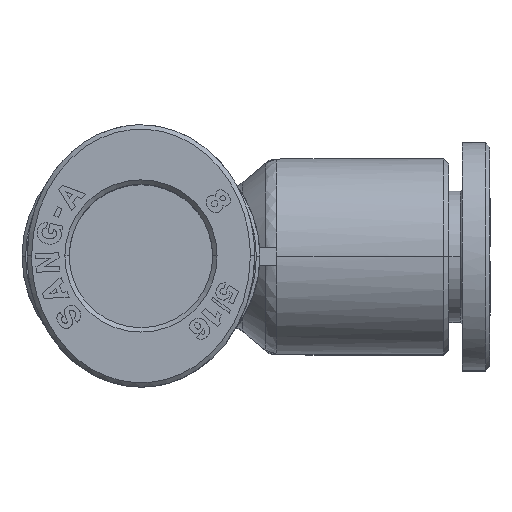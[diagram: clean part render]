
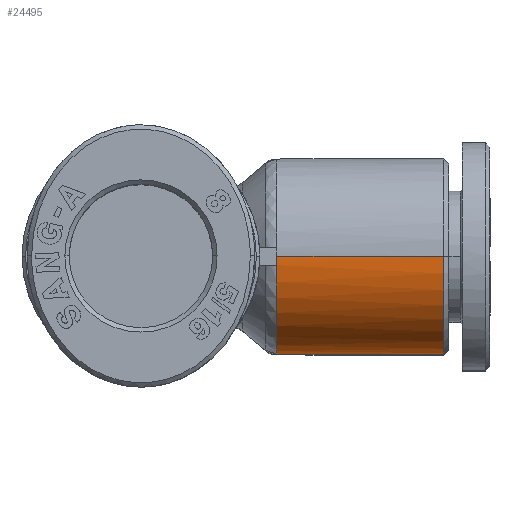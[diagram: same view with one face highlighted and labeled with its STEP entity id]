
A CAD part, top view. The second image highlights one B-rep face of the part: STEP entity #24495.
In plain terms, the highlighted cylindrical face has radius 5.6 mm (diameter 11.2 mm), a partial arc.
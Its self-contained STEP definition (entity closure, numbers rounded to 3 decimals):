
#208 = DIRECTION ( 'NONE',  ( 0., 0., 1. ) ) ;
#211 = DIRECTION ( 'NONE',  ( 0., 0., -1. ) ) ;
#327 = LINE ( 'NONE', #14352, #32484 ) ;
#786 = ORIENTED_EDGE ( 'NONE', *, *, #26041, .F. ) ;
#1667 = EDGE_CURVE ( 'NONE', #21759, #32014, #2049, .T. ) ;
#2049 = CIRCLE ( 'NONE', #11021, 5.6 ) ;
#2177 = CARTESIAN_POINT ( 'NONE',  ( 3.6, 0., 17.25 ) ) ;
#2571 = AXIS2_PLACEMENT_3D ( 'NONE', #34087, #33812, #14812 ) ;
#2581 = CARTESIAN_POINT ( 'NONE',  ( 3.578, -0.5, 9.253 ) ) ;
#3881 = CARTESIAN_POINT ( 'NONE',  ( -7.578, -0.5, 7.715 ) ) ;
#4025 = CARTESIAN_POINT ( 'NONE',  ( -2., 0., 7.715 ) ) ;
#4871 = DIRECTION ( 'NONE',  ( 1., 0., 0. ) ) ;
#7138 = CARTESIAN_POINT ( 'NONE',  ( 3.578, -0.5, 7.715 ) ) ;
#7605 = CYLINDRICAL_SURFACE ( 'NONE', #34881, 5.6 ) ;
#8600 = VERTEX_POINT ( 'NONE', #19584 ) ;
#9957 = EDGE_CURVE ( 'NONE', #22441, #8600, #13941, .T. ) ;
#10041 = FACE_OUTER_BOUND ( 'NONE', #31071, .T. ) ;
#10179 = CARTESIAN_POINT ( 'NONE',  ( 3.6, 0., 15.95 ) ) ;
#11021 = AXIS2_PLACEMENT_3D ( 'NONE', #14077, #27238, #4871 ) ;
#11130 = ORIENTED_EDGE ( 'NONE', *, *, #29557, .T. ) ;
#11358 = ORIENTED_EDGE ( 'NONE', *, *, #1667, .T. ) ;
#11467 = VECTOR ( 'NONE', #22672, 1000. ) ;
#11799 = EDGE_CURVE ( 'NONE', #22441, #21759, #14978, .T. ) ;
#11835 = CIRCLE ( 'NONE', #20823, 5.6 ) ;
#13941 = LINE ( 'NONE', #32084, #11467 ) ;
#14077 = CARTESIAN_POINT ( 'NONE',  ( -2., 0., 7.715 ) ) ;
#14352 = CARTESIAN_POINT ( 'NONE',  ( 3.6, 0., 11.65 ) ) ;
#14812 = DIRECTION ( 'NONE',  ( 1., 0., 0. ) ) ;
#14978 = CIRCLE ( 'NONE', #36476, 5.6 ) ;
#15787 = CARTESIAN_POINT ( 'NONE',  ( -2., 0., 15.95 ) ) ;
#16255 = VERTEX_POINT ( 'NONE', #10179 ) ;
#18202 = LINE ( 'NONE', #2581, #19227 ) ;
#19227 = VECTOR ( 'NONE', #208, 1000. ) ;
#19505 = VERTEX_POINT ( 'NONE', #24198 ) ;
#19584 = CARTESIAN_POINT ( 'NONE',  ( -7.6, 0., 17.25 ) ) ;
#20369 = EDGE_CURVE ( 'NONE', #16255, #40484, #327, .T. ) ;
#20823 = AXIS2_PLACEMENT_3D ( 'NONE', #15787, #211, #28401 ) ;
#21759 = VERTEX_POINT ( 'NONE', #3881 ) ;
#22441 = VERTEX_POINT ( 'NONE', #34318 ) ;
#22672 = DIRECTION ( 'NONE',  ( 0., 0., 1. ) ) ;
#24198 = CARTESIAN_POINT ( 'NONE',  ( 3.578, -0.5, 15.95 ) ) ;
#24495 = ADVANCED_FACE ( 'NONE', ( #10041 ), #7605, .T. ) ;
#25239 = DIRECTION ( 'NONE',  ( 0., 0., 1. ) ) ;
#26041 = EDGE_CURVE ( 'NONE', #16255, #19505, #11835, .T. ) ;
#27238 = DIRECTION ( 'NONE',  ( 0., 0., 1. ) ) ;
#27937 = ORIENTED_EDGE ( 'NONE', *, *, #36848, .T. ) ;
#28079 = ORIENTED_EDGE ( 'NONE', *, *, #11799, .T. ) ;
#28401 = DIRECTION ( 'NONE',  ( 1., 0., 0. ) ) ;
#28679 = DIRECTION ( 'NONE',  ( 1., 0., 0. ) ) ;
#29557 = EDGE_CURVE ( 'NONE', #40484, #8600, #32947, .T. ) ;
#31071 = EDGE_LOOP ( 'NONE', ( #31884, #28079, #11358, #27937, #786, #37269, #11130 ) ) ;
#31434 = CARTESIAN_POINT ( 'NONE',  ( -2., 0., 11.65 ) ) ;
#31884 = ORIENTED_EDGE ( 'NONE', *, *, #9957, .F. ) ;
#32014 = VERTEX_POINT ( 'NONE', #7138 ) ;
#32084 = CARTESIAN_POINT ( 'NONE',  ( -7.6, 0., 11.65 ) ) ;
#32484 = VECTOR ( 'NONE', #39440, 1000. ) ;
#32947 = CIRCLE ( 'NONE', #2571, 5.6 ) ;
#33812 = DIRECTION ( 'NONE',  ( 0., 0., -1. ) ) ;
#34087 = CARTESIAN_POINT ( 'NONE',  ( -2., 0., 17.25 ) ) ;
#34318 = CARTESIAN_POINT ( 'NONE',  ( -7.6, 0., 7.715 ) ) ;
#34881 = AXIS2_PLACEMENT_3D ( 'NONE', #31434, #25239, #28679 ) ;
#35438 = DIRECTION ( 'NONE',  ( 0., 0., 1. ) ) ;
#36476 = AXIS2_PLACEMENT_3D ( 'NONE', #4025, #35438, #38467 ) ;
#36848 = EDGE_CURVE ( 'NONE', #32014, #19505, #18202, .T. ) ;
#37269 = ORIENTED_EDGE ( 'NONE', *, *, #20369, .T. ) ;
#38467 = DIRECTION ( 'NONE',  ( 1., 0., 0. ) ) ;
#39440 = DIRECTION ( 'NONE',  ( 0., 0., 1. ) ) ;
#40484 = VERTEX_POINT ( 'NONE', #2177 ) ;
